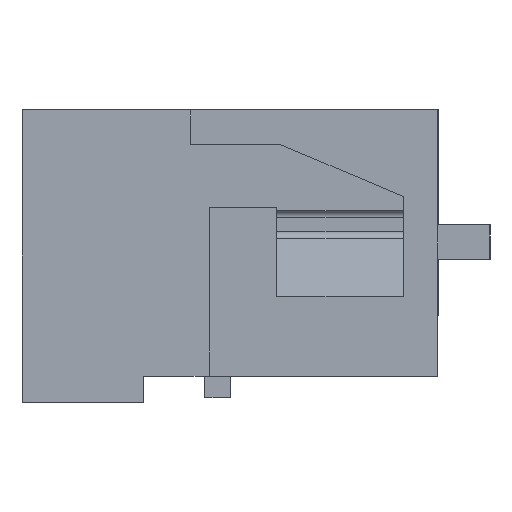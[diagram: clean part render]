
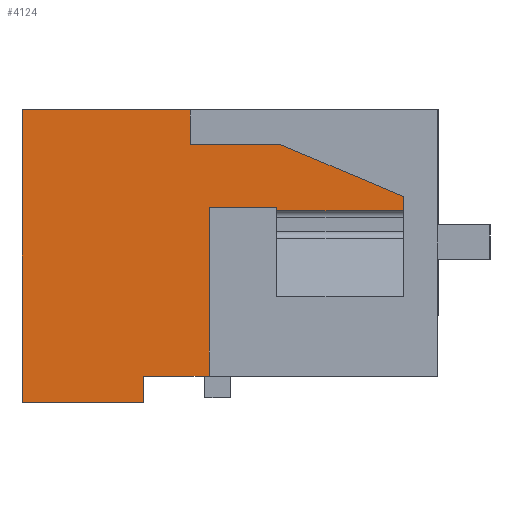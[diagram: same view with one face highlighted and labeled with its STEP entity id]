
A CAD part, left-side view. The second image highlights one B-rep face of the part: STEP entity #4124.
In plain terms, the highlighted planar face has unit normal (-1, 0, 0).
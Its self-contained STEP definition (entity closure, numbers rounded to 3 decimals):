
#4083=AXIS2_PLACEMENT_3D('Plane Axis2P3D',#4080,#4081,#4082) ;
#466=CARTESIAN_POINT('Vertex',(0.,8.1,0.75)) ;
#469=CARTESIAN_POINT('Line Origine',(0.,9.05,0.75)) ;
#473=CARTESIAN_POINT('Vertex',(0.,10.,0.75)) ;
#1375=CARTESIAN_POINT('Line Origine',(0.,11.073,8.43)) ;
#1379=CARTESIAN_POINT('Vertex',(0.,13.5,8.43)) ;
#1381=CARTESIAN_POINT('Vertex',(0.,8.646,8.43)) ;
#1464=CARTESIAN_POINT('Line Origine',(0.,8.646,7.929)) ;
#1468=CARTESIAN_POINT('Vertex',(0.,8.646,7.427)) ;
#1489=CARTESIAN_POINT('Line Origine',(0.,7.341,7.427)) ;
#1493=CARTESIAN_POINT('Vertex',(0.,6.035,7.427)) ;
#1548=CARTESIAN_POINT('Line Origine',(0.,4.268,6.678)) ;
#1552=CARTESIAN_POINT('Vertex',(0.,2.5,5.929)) ;
#1615=CARTESIAN_POINT('Line Origine',(0.,2.5,5.725)) ;
#1619=CARTESIAN_POINT('Vertex',(0.,2.5,5.52)) ;
#1752=CARTESIAN_POINT('Vertex',(0.,6.15,5.52)) ;
#1755=CARTESIAN_POINT('Line Origine',(0.,6.15,5.57)) ;
#1759=CARTESIAN_POINT('Vertex',(0.,6.15,5.62)) ;
#1824=CARTESIAN_POINT('Line Origine',(0.,7.125,5.62)) ;
#1828=CARTESIAN_POINT('Vertex',(0.,8.1,5.62)) ;
#1883=CARTESIAN_POINT('Line Origine',(0.,8.1,3.185)) ;
#4080=CARTESIAN_POINT('Axis2P3D Location',(0.,-1.7,0.)) ;
#4085=CARTESIAN_POINT('Line Origine',(0.,4.325,5.52)) ;
#4090=CARTESIAN_POINT('Line Origine',(0.,13.5,4.215)) ;
#4094=CARTESIAN_POINT('Vertex',(0.,13.5,0.)) ;
#4097=CARTESIAN_POINT('Line Origine',(0.,11.75,0.)) ;
#4101=CARTESIAN_POINT('Vertex',(0.,10.,0.)) ;
#4104=CARTESIAN_POINT('Line Origine',(0.,10.,0.375)) ;
#470=DIRECTION('Vector Direction',(0.,-1.,0.)) ;
#1376=DIRECTION('Vector Direction',(0.,-1.,0.)) ;
#1465=DIRECTION('Vector Direction',(0.,0.,1.)) ;
#1490=DIRECTION('Vector Direction',(0.,1.,0.)) ;
#1549=DIRECTION('Vector Direction',(0.,-0.921,-0.39)) ;
#1616=DIRECTION('Vector Direction',(0.,0.,-1.)) ;
#1756=DIRECTION('Vector Direction',(0.,0.,-1.)) ;
#1825=DIRECTION('Vector Direction',(0.,-1.,0.)) ;
#1884=DIRECTION('Vector Direction',(0.,0.,1.)) ;
#4081=DIRECTION('Axis2P3D Direction',(1.,0.,0.)) ;
#4082=DIRECTION('Axis2P3D XDirection',(0.,-1.,0.)) ;
#4086=DIRECTION('Vector Direction',(0.,1.,0.)) ;
#4091=DIRECTION('Vector Direction',(0.,0.,1.)) ;
#4098=DIRECTION('Vector Direction',(0.,-1.,0.)) ;
#4105=DIRECTION('Vector Direction',(0.,0.,-1.)) ;
#471=VECTOR('Line Direction',#470,1.) ;
#1377=VECTOR('Line Direction',#1376,1.) ;
#1466=VECTOR('Line Direction',#1465,1.) ;
#1491=VECTOR('Line Direction',#1490,1.) ;
#1550=VECTOR('Line Direction',#1549,1.) ;
#1617=VECTOR('Line Direction',#1616,1.) ;
#1757=VECTOR('Line Direction',#1756,1.) ;
#1826=VECTOR('Line Direction',#1825,1.) ;
#1885=VECTOR('Line Direction',#1884,1.) ;
#4087=VECTOR('Line Direction',#4086,1.) ;
#4092=VECTOR('Line Direction',#4091,1.) ;
#4099=VECTOR('Line Direction',#4098,1.) ;
#4106=VECTOR('Line Direction',#4105,1.) ;
#4110=ORIENTED_EDGE('',*,*,#4089,.F.) ;
#4111=ORIENTED_EDGE('',*,*,#1621,.F.) ;
#4112=ORIENTED_EDGE('',*,*,#1554,.F.) ;
#4113=ORIENTED_EDGE('',*,*,#1495,.F.) ;
#4114=ORIENTED_EDGE('',*,*,#1470,.F.) ;
#4115=ORIENTED_EDGE('',*,*,#1383,.F.) ;
#4116=ORIENTED_EDGE('',*,*,#4096,.F.) ;
#4117=ORIENTED_EDGE('',*,*,#4103,.F.) ;
#4118=ORIENTED_EDGE('',*,*,#4108,.F.) ;
#4119=ORIENTED_EDGE('',*,*,#475,.F.) ;
#4120=ORIENTED_EDGE('',*,*,#1887,.F.) ;
#4121=ORIENTED_EDGE('',*,*,#1830,.F.) ;
#4122=ORIENTED_EDGE('',*,*,#1761,.F.) ;
#4124=ADVANCED_FACE('HOUSING',(#4123),#4084,.F.) ;
#475=EDGE_CURVE('',#467,#474,#472,.F.) ;
#1383=EDGE_CURVE('',#1380,#1382,#1378,.T.) ;
#1470=EDGE_CURVE('',#1382,#1469,#1467,.F.) ;
#1495=EDGE_CURVE('',#1469,#1494,#1492,.F.) ;
#1554=EDGE_CURVE('',#1494,#1553,#1551,.T.) ;
#1621=EDGE_CURVE('',#1553,#1620,#1618,.T.) ;
#1761=EDGE_CURVE('',#1753,#1760,#1758,.F.) ;
#1830=EDGE_CURVE('',#1760,#1829,#1827,.F.) ;
#1887=EDGE_CURVE('',#1829,#467,#1886,.F.) ;
#4089=EDGE_CURVE('',#1620,#1753,#4088,.T.) ;
#4096=EDGE_CURVE('',#4095,#1380,#4093,.T.) ;
#4103=EDGE_CURVE('',#4102,#4095,#4100,.F.) ;
#4108=EDGE_CURVE('',#474,#4102,#4107,.T.) ;
#4109=EDGE_LOOP('',(#4110,#4111,#4112,#4113,#4114,#4115,#4116,#4117,#4118,#4119,#4120,#4121,#4122)) ;
#4123=FACE_OUTER_BOUND('',#4109,.T.) ;
#472=LINE('Line',#469,#471) ;
#1378=LINE('Line',#1375,#1377) ;
#1467=LINE('Line',#1464,#1466) ;
#1492=LINE('Line',#1489,#1491) ;
#1551=LINE('Line',#1548,#1550) ;
#1618=LINE('Line',#1615,#1617) ;
#1758=LINE('Line',#1755,#1757) ;
#1827=LINE('Line',#1824,#1826) ;
#1886=LINE('Line',#1883,#1885) ;
#4088=LINE('Line',#4085,#4087) ;
#4093=LINE('Line',#4090,#4092) ;
#4100=LINE('Line',#4097,#4099) ;
#4107=LINE('Line',#4104,#4106) ;
#4084=PLANE('',#4083) ;
#467=VERTEX_POINT('',#466) ;
#474=VERTEX_POINT('',#473) ;
#1380=VERTEX_POINT('',#1379) ;
#1382=VERTEX_POINT('',#1381) ;
#1469=VERTEX_POINT('',#1468) ;
#1494=VERTEX_POINT('',#1493) ;
#1553=VERTEX_POINT('',#1552) ;
#1620=VERTEX_POINT('',#1619) ;
#1753=VERTEX_POINT('',#1752) ;
#1760=VERTEX_POINT('',#1759) ;
#1829=VERTEX_POINT('',#1828) ;
#4095=VERTEX_POINT('',#4094) ;
#4102=VERTEX_POINT('',#4101) ;
